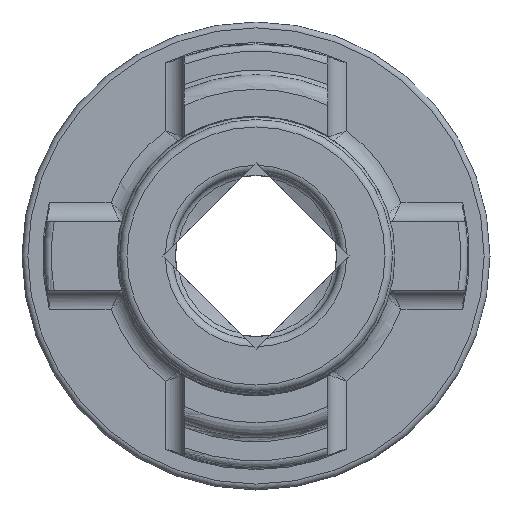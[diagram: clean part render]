
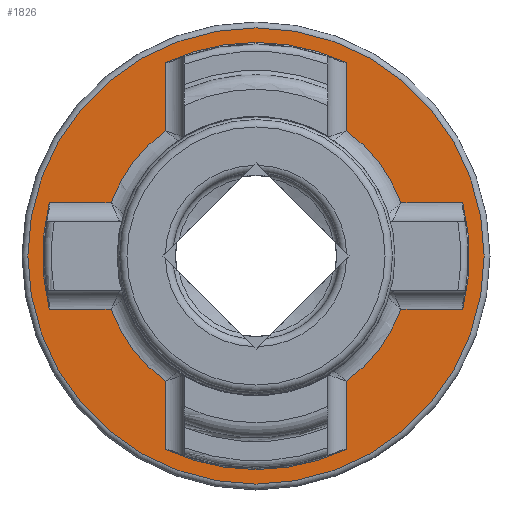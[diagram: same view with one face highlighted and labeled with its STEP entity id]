
A CAD part, left-side view. The second image highlights one B-rep face of the part: STEP entity #1826.
In plain terms, the highlighted planar face has unit normal (-1, 0, 0).
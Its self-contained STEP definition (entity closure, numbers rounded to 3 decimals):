
#14 = CARTESIAN_POINT ( 'NONE',  ( 23.8, 14.6, 0. ) ) ;
#23 = AXIS2_PLACEMENT_3D ( 'NONE', #2099, #203, #2061 ) ;
#29 = DIRECTION ( 'NONE',  ( 1., 0., 0. ) ) ;
#82 = EDGE_CURVE ( 'NONE', #1247, #3156, #4007, .T. ) ;
#92 = EDGE_CURVE ( 'NONE', #4094, #4942, #4641, .T. ) ;
#106 = CARTESIAN_POINT ( 'NONE',  ( 23.8, 0., 0. ) ) ;
#203 = DIRECTION ( 'NONE',  ( 1., 0., 0. ) ) ;
#229 = VECTOR ( 'NONE', #892, 1000. ) ;
#244 = AXIS2_PLACEMENT_3D ( 'NONE', #1151, #3511, #2982 ) ;
#271 = DIRECTION ( 'NONE',  ( 0., 0., 1. ) ) ;
#303 = CARTESIAN_POINT ( 'NONE',  ( 23.8, 14.136, 3.65 ) ) ;
#356 = VERTEX_POINT ( 'NONE', #5571 ) ;
#494 = CARTESIAN_POINT ( 'NONE',  ( 23.8, -14.136, -3.65 ) ) ;
#503 = CARTESIAN_POINT ( 'NONE',  ( 23.8, -6.2, 7.857 ) ) ;
#534 = EDGE_LOOP ( 'NONE', ( #4749, #4334, #3899, #5189, #2733, #2050, #5397, #1675, #3988, #2308, #2007, #1357, #3284, #3193, #3306, #4356 ) ) ;
#548 = CARTESIAN_POINT ( 'NONE',  ( 23.8, -6.2, -13.218 ) ) ;
#636 = LINE ( 'NONE', #503, #1217 ) ;
#764 = DIRECTION ( 'NONE',  ( -1., 0., 0. ) ) ;
#892 = DIRECTION ( 'NONE',  ( 0., -1., 0. ) ) ;
#912 = DIRECTION ( 'NONE',  ( 0., 1., 0. ) ) ;
#992 = AXIS2_PLACEMENT_3D ( 'NONE', #2132, #764, #2558 ) ;
#1012 = DIRECTION ( 'NONE',  ( 0., 0., -1. ) ) ;
#1060 = CARTESIAN_POINT ( 'NONE',  ( 23.8, -8.957, -3.65 ) ) ;
#1151 = CARTESIAN_POINT ( 'NONE',  ( 23.8, 0., 0. ) ) ;
#1217 = VECTOR ( 'NONE', #5569, 1000. ) ;
#1247 = VERTEX_POINT ( 'NONE', #3146 ) ;
#1330 = VERTEX_POINT ( 'NONE', #3700 ) ;
#1357 = ORIENTED_EDGE ( 'NONE', *, *, #2430, .T. ) ;
#1388 = EDGE_CURVE ( 'NONE', #1330, #2449, #3906, .T. ) ;
#1441 = PLANE ( 'NONE',  #2074 ) ;
#1536 = CARTESIAN_POINT ( 'NONE',  ( 23.8, 6.2, 0. ) ) ;
#1600 = DIRECTION ( 'NONE',  ( 0., 0., -1. ) ) ;
#1657 = ORIENTED_EDGE ( 'NONE', *, *, #5176, .T. ) ;
#1675 = ORIENTED_EDGE ( 'NONE', *, *, #5752, .T. ) ;
#1738 = VECTOR ( 'NONE', #3949, 1000. ) ;
#1822 = VECTOR ( 'NONE', #2080, 1000. ) ;
#1826 = ADVANCED_FACE ( 'NONE', ( #2338, #3399 ), #1441, .F. ) ;
#1902 = DIRECTION ( 'NONE',  ( 0., 0., -1. ) ) ;
#1963 = CIRCLE ( 'NONE', #2265, 10.56 ) ;
#1968 = EDGE_CURVE ( 'NONE', #4359, #5804, #3752, .T. ) ;
#1979 = AXIS2_PLACEMENT_3D ( 'NONE', #5215, #3411, #1600 ) ;
#2007 = ORIENTED_EDGE ( 'NONE', *, *, #2084, .T. ) ;
#2050 = ORIENTED_EDGE ( 'NONE', *, *, #3550, .T. ) ;
#2061 = DIRECTION ( 'NONE',  ( 0., 0., -1. ) ) ;
#2074 = AXIS2_PLACEMENT_3D ( 'NONE', #14, #29, #1902 ) ;
#2080 = DIRECTION ( 'NONE',  ( 0., 0., 1. ) ) ;
#2084 = EDGE_CURVE ( 'NONE', #5155, #5570, #1963, .T. ) ;
#2099 = CARTESIAN_POINT ( 'NONE',  ( 23.8, 0., 0. ) ) ;
#2129 = DIRECTION ( 'NONE',  ( -1., 0., 0. ) ) ;
#2132 = CARTESIAN_POINT ( 'NONE',  ( 23.8, 0., 0. ) ) ;
#2147 = CIRCLE ( 'NONE', #992, 14.6 ) ;
#2166 = CARTESIAN_POINT ( 'NONE',  ( 23.8, 6.2, 13.218 ) ) ;
#2168 = DIRECTION ( 'NONE',  ( 0., -1., 0. ) ) ;
#2178 = CARTESIAN_POINT ( 'NONE',  ( 23.8, -6.2, -8.548 ) ) ;
#2187 = VECTOR ( 'NONE', #2168, 1000. ) ;
#2224 = DIRECTION ( 'NONE',  ( 0., 1., 0. ) ) ;
#2264 = LINE ( 'NONE', #5862, #2187 ) ;
#2265 = AXIS2_PLACEMENT_3D ( 'NONE', #3094, #3552, #2598 ) ;
#2289 = CARTESIAN_POINT ( 'NONE',  ( 23.8, -14.136, 3.65 ) ) ;
#2308 = ORIENTED_EDGE ( 'NONE', *, *, #4000, .T. ) ;
#2316 = CARTESIAN_POINT ( 'NONE',  ( 23.8, -6.2, 13.218 ) ) ;
#2338 = FACE_BOUND ( 'NONE', #534, .T. ) ;
#2378 = VERTEX_POINT ( 'NONE', #4585 ) ;
#2430 = EDGE_CURVE ( 'NONE', #5570, #5804, #4457, .T. ) ;
#2433 = CARTESIAN_POINT ( 'NONE',  ( 23.8, -9.909, 3.65 ) ) ;
#2434 = CARTESIAN_POINT ( 'NONE',  ( 23.8, 9.909, 3.65 ) ) ;
#2449 = VERTEX_POINT ( 'NONE', #2433 ) ;
#2496 = VERTEX_POINT ( 'NONE', #303 ) ;
#2558 = DIRECTION ( 'NONE',  ( 0., 0., 1. ) ) ;
#2579 = AXIS2_PLACEMENT_3D ( 'NONE', #4346, #4841, #271 ) ;
#2589 = LINE ( 'NONE', #3668, #229 ) ;
#2598 = DIRECTION ( 'NONE',  ( 0., 0., -1. ) ) ;
#2603 = LINE ( 'NONE', #1060, #3374 ) ;
#2616 = LINE ( 'NONE', #3172, #1738 ) ;
#2662 = VERTEX_POINT ( 'NONE', #494 ) ;
#2698 = AXIS2_PLACEMENT_3D ( 'NONE', #3545, #2129, #4834 ) ;
#2733 = ORIENTED_EDGE ( 'NONE', *, *, #3234, .F. ) ;
#2761 = VERTEX_POINT ( 'NONE', #2289 ) ;
#2968 = EDGE_CURVE ( 'NONE', #2449, #2761, #2589, .T. ) ;
#2982 = DIRECTION ( 'NONE',  ( 0., 0., 1. ) ) ;
#2986 = DIRECTION ( 'NONE',  ( 0., 0., 1. ) ) ;
#3085 = EDGE_CURVE ( 'NONE', #4359, #1330, #636, .T. ) ;
#3094 = CARTESIAN_POINT ( 'NONE',  ( 23.8, 0., 0. ) ) ;
#3146 = CARTESIAN_POINT ( 'NONE',  ( 23.8, 6.2, -8.548 ) ) ;
#3156 = VERTEX_POINT ( 'NONE', #4248 ) ;
#3163 = VECTOR ( 'NONE', #2224, 1000. ) ;
#3172 = CARTESIAN_POINT ( 'NONE',  ( 23.8, -6.2, -13.753 ) ) ;
#3193 = ORIENTED_EDGE ( 'NONE', *, *, #3085, .T. ) ;
#3234 = EDGE_CURVE ( 'NONE', #356, #5609, #2147, .T. ) ;
#3271 = CARTESIAN_POINT ( 'NONE',  ( 23.8, 6.2, 8.548 ) ) ;
#3284 = ORIENTED_EDGE ( 'NONE', *, *, #1968, .F. ) ;
#3294 = DIRECTION ( 'NONE',  ( 1., 0., 0. ) ) ;
#3306 = ORIENTED_EDGE ( 'NONE', *, *, #1388, .T. ) ;
#3374 = VECTOR ( 'NONE', #912, 1000. ) ;
#3399 = FACE_OUTER_BOUND ( 'NONE', #4321, .T. ) ;
#3411 = DIRECTION ( 'NONE',  ( 1., 0., 0. ) ) ;
#3478 = LINE ( 'NONE', #1536, #1822 ) ;
#3511 = DIRECTION ( 'NONE',  ( -1., 0., 0. ) ) ;
#3536 = VECTOR ( 'NONE', #4870, 1000. ) ;
#3545 = CARTESIAN_POINT ( 'NONE',  ( 23.8, 0., 0. ) ) ;
#3550 = EDGE_CURVE ( 'NONE', #356, #1247, #3478, .T. ) ;
#3552 = DIRECTION ( 'NONE',  ( 1., 0., 0. ) ) ;
#3668 = CARTESIAN_POINT ( 'NONE',  ( 23.8, -14.41, 3.65 ) ) ;
#3700 = CARTESIAN_POINT ( 'NONE',  ( 23.8, -6.2, 8.548 ) ) ;
#3730 = AXIS2_PLACEMENT_3D ( 'NONE', #4768, #4746, #2986 ) ;
#3752 = CIRCLE ( 'NONE', #2579, 14.6 ) ;
#3767 = CARTESIAN_POINT ( 'NONE',  ( 23.8, -9.909, -3.65 ) ) ;
#3899 = ORIENTED_EDGE ( 'NONE', *, *, #92, .T. ) ;
#3906 = CIRCLE ( 'NONE', #5436, 10.56 ) ;
#3914 = EDGE_CURVE ( 'NONE', #2662, #2761, #5801, .T. ) ;
#3949 = DIRECTION ( 'NONE',  ( 0., 0., -1. ) ) ;
#3988 = ORIENTED_EDGE ( 'NONE', *, *, #5384, .F. ) ;
#4000 = EDGE_CURVE ( 'NONE', #2496, #5155, #2264, .T. ) ;
#4007 = CIRCLE ( 'NONE', #23, 10.56 ) ;
#4094 = VERTEX_POINT ( 'NONE', #3767 ) ;
#4248 = CARTESIAN_POINT ( 'NONE',  ( 23.8, 9.909, -3.65 ) ) ;
#4288 = VERTEX_POINT ( 'NONE', #5708 ) ;
#4321 = EDGE_LOOP ( 'NONE', ( #1657 ) ) ;
#4334 = ORIENTED_EDGE ( 'NONE', *, *, #4481, .T. ) ;
#4346 = CARTESIAN_POINT ( 'NONE',  ( 23.8, 0., 0. ) ) ;
#4356 = ORIENTED_EDGE ( 'NONE', *, *, #2968, .T. ) ;
#4359 = VERTEX_POINT ( 'NONE', #2316 ) ;
#4457 = LINE ( 'NONE', #4835, #3536 ) ;
#4481 = EDGE_CURVE ( 'NONE', #2662, #4094, #2603, .T. ) ;
#4585 = CARTESIAN_POINT ( 'NONE',  ( 23.8, 0., 15.6 ) ) ;
#4641 = CIRCLE ( 'NONE', #1979, 10.56 ) ;
#4732 = LINE ( 'NONE', #4943, #3163 ) ;
#4746 = DIRECTION ( 'NONE',  ( -1., 0., 0. ) ) ;
#4749 = ORIENTED_EDGE ( 'NONE', *, *, #3914, .F. ) ;
#4768 = CARTESIAN_POINT ( 'NONE',  ( 23.8, 0., 0. ) ) ;
#4834 = DIRECTION ( 'NONE',  ( 0., 0., 1. ) ) ;
#4835 = CARTESIAN_POINT ( 'NONE',  ( 23.8, 6.2, 0. ) ) ;
#4841 = DIRECTION ( 'NONE',  ( -1., 0., 0. ) ) ;
#4870 = DIRECTION ( 'NONE',  ( 0., 0., 1. ) ) ;
#4874 = EDGE_CURVE ( 'NONE', #4942, #5609, #2616, .T. ) ;
#4942 = VERTEX_POINT ( 'NONE', #2178 ) ;
#4943 = CARTESIAN_POINT ( 'NONE',  ( 23.8, 14.6, -3.65 ) ) ;
#5078 = CIRCLE ( 'NONE', #2698, 14.6 ) ;
#5155 = VERTEX_POINT ( 'NONE', #2434 ) ;
#5176 = EDGE_CURVE ( 'NONE', #2378, #2378, #5790, .T. ) ;
#5189 = ORIENTED_EDGE ( 'NONE', *, *, #4874, .T. ) ;
#5215 = CARTESIAN_POINT ( 'NONE',  ( 23.8, 0., 0. ) ) ;
#5384 = EDGE_CURVE ( 'NONE', #2496, #4288, #5078, .T. ) ;
#5397 = ORIENTED_EDGE ( 'NONE', *, *, #82, .T. ) ;
#5436 = AXIS2_PLACEMENT_3D ( 'NONE', #106, #3294, #1012 ) ;
#5569 = DIRECTION ( 'NONE',  ( 0., 0., -1. ) ) ;
#5570 = VERTEX_POINT ( 'NONE', #3271 ) ;
#5571 = CARTESIAN_POINT ( 'NONE',  ( 23.8, 6.2, -13.218 ) ) ;
#5609 = VERTEX_POINT ( 'NONE', #548 ) ;
#5708 = CARTESIAN_POINT ( 'NONE',  ( 23.8, 14.136, -3.65 ) ) ;
#5752 = EDGE_CURVE ( 'NONE', #3156, #4288, #4732, .T. ) ;
#5790 = CIRCLE ( 'NONE', #3730, 15.6 ) ;
#5801 = CIRCLE ( 'NONE', #244, 14.6 ) ;
#5804 = VERTEX_POINT ( 'NONE', #2166 ) ;
#5862 = CARTESIAN_POINT ( 'NONE',  ( 23.8, 14.6, 3.65 ) ) ;
